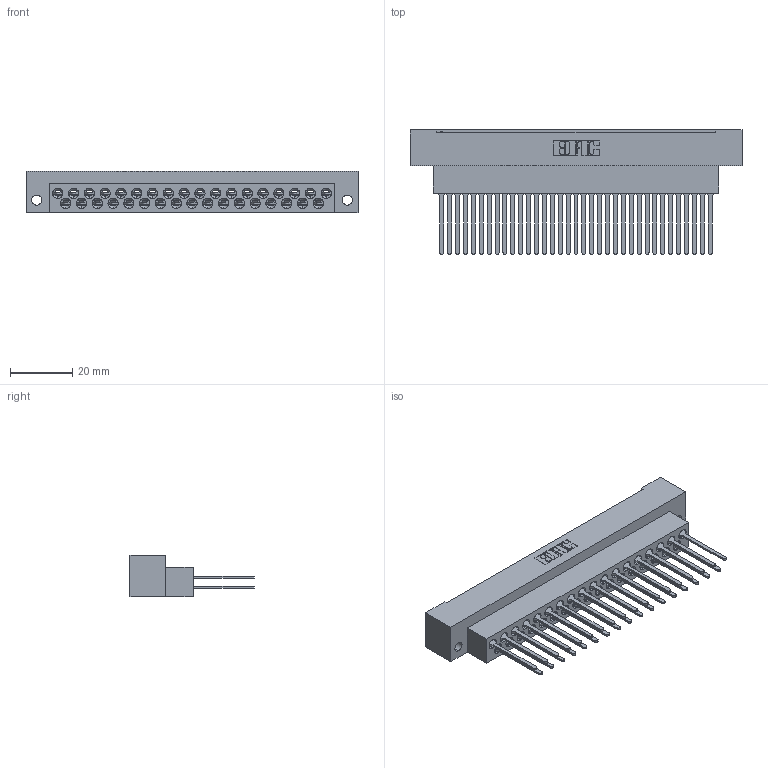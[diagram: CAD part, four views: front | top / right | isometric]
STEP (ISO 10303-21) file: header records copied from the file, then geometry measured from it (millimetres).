
FILE_DESCRIPTION (( 'STEP AP203' ), '1' );
FILE_NAME ('415-035-542-122.STEP', '2020-03-12T19:41:02', ( '' ), ( '' ), 'SwSTEP 2.0', 'SolidWorks 2016', '' );
FILE_SCHEMA (( 'CONFIG_CONTROL_DESIGN' ));
Length unit declared in the file: millimetre
Products named in the file (3): 415-035-542-122; 415-210-001_415-210-035-122; 516-290-001_542
Assembly tree (36 placements, depth 2):
  415-035-542-122
    415-210-001_415-210-035-122
    516-290-001_542  x35
Bounding box: 106.83 x 40.17 x 13.49 mm (x, y, z)
Volume: 17885.9 mm3; surface area: 24302.6 mm2
Topology: 36 solids, 36 shells, 3574 faces, 10408 edges, 6879 vertices
Faces by surface type: plane 2283, cylinder 954, bspline 232, cone 105
Entity records: 40295 total; most frequent: CARTESIAN_POINT 9319, ORIENTED_EDGE 6672, DIRECTION 5627, EDGE_CURVE 3336, VECTOR 2323, LINE 2323, VERTEX_POINT 2187, AXIS2_PLACEMENT_3D 1652
